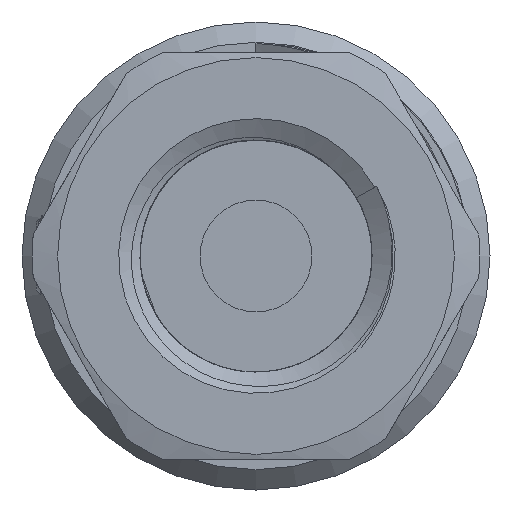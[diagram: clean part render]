
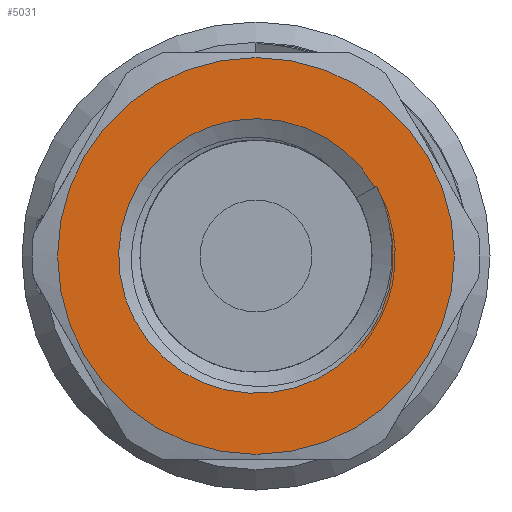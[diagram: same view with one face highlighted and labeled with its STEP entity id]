
A CAD part, left-side view. The second image highlights one B-rep face of the part: STEP entity #5031.
In plain terms, the highlighted planar face has unit normal (-1, 0, 0).
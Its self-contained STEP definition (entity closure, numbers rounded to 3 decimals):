
#178=FACE_BOUND('',#912,.T.);
#261=PLANE('',#5651);
#590=FACE_OUTER_BOUND('',#911,.T.);
#911=EDGE_LOOP('',(#4401,#4402));
#912=EDGE_LOOP('',(#4403,#4404,#4405));
#1219=CIRCLE('',#5598,9.75);
#1220=CIRCLE('',#5599,9.75);
#1258=CIRCLE('',#5650,6.75);
#1434=B_SPLINE_CURVE_WITH_KNOTS('',3,(#18175,#18176,#18177,#18178,#18179,
#18180),.UNSPECIFIED.,.F.,.F.,(4,2,4),(-0.173,-0.087,
0.),.UNSPECIFIED.);
#1619=LINE('',#18174,#1852);
#1852=VECTOR('',#6965,1000.);
#2314=VERTEX_POINT('',#17898);
#2315=VERTEX_POINT('',#17899);
#2363=VERTEX_POINT('',#18128);
#2364=VERTEX_POINT('',#18167);
#2365=VERTEX_POINT('',#18173);
#3004=EDGE_CURVE('',#2314,#2315,#1219,.T.);
#3005=EDGE_CURVE('',#2315,#2314,#1220,.T.);
#3070=EDGE_CURVE('',#2364,#2363,#1258,.T.);
#3071=EDGE_CURVE('',#2365,#2364,#1619,.T.);
#3072=EDGE_CURVE('',#2365,#2363,#1434,.T.);
#4401=ORIENTED_EDGE('',*,*,#3004,.T.);
#4402=ORIENTED_EDGE('',*,*,#3005,.T.);
#4403=ORIENTED_EDGE('',*,*,#3071,.F.);
#4404=ORIENTED_EDGE('',*,*,#3072,.T.);
#4405=ORIENTED_EDGE('',*,*,#3070,.F.);
#5031=ADVANCED_FACE('',(#590,#178),#261,.F.);
#5598=AXIS2_PLACEMENT_3D('',#17900,#6843,#6844);
#5599=AXIS2_PLACEMENT_3D('',#17901,#6845,#6846);
#5650=AXIS2_PLACEMENT_3D('',#18171,#6961,#6962);
#5651=AXIS2_PLACEMENT_3D('',#18172,#6963,#6964);
#6843=DIRECTION('center_axis',(-1.,0.,0.));
#6844=DIRECTION('ref_axis',(0.,-0.866,0.5));
#6845=DIRECTION('center_axis',(-1.,0.,0.));
#6846=DIRECTION('ref_axis',(0.,-0.866,0.5));
#6961=DIRECTION('center_axis',(-1.,0.,0.));
#6962=DIRECTION('ref_axis',(0.,-0.866,0.5));
#6963=DIRECTION('center_axis',(1.,0.,0.));
#6964=DIRECTION('ref_axis',(0.,0.866,-0.5));
#6965=DIRECTION('',(0.,0.866,-0.5));
#17898=CARTESIAN_POINT('',(-32.9,-8.444,4.875));
#17899=CARTESIAN_POINT('',(-32.9,8.444,-4.875));
#17900=CARTESIAN_POINT('Origin',(-32.9,0.,
0.));
#17901=CARTESIAN_POINT('Origin',(-32.9,0.,
0.));
#18128=CARTESIAN_POINT('',(-32.9,-6.507,1.793));
#18167=CARTESIAN_POINT('',(-32.9,-5.846,3.375));
#18171=CARTESIAN_POINT('Origin',(-32.9,0.,
0.));
#18172=CARTESIAN_POINT('Origin',(-32.9,5.846,-3.375));
#18173=CARTESIAN_POINT('',(-32.9,-5.926,3.421));
#18174=CARTESIAN_POINT('',(-32.9,5.846,-3.375));
#18175=CARTESIAN_POINT('Ctrl Pts',(-32.9,-5.926,
3.421));
#18176=CARTESIAN_POINT('Ctrl Pts',(-32.9,-6.058,
3.164));
#18177=CARTESIAN_POINT('Ctrl Pts',(-32.9,-6.172,
2.898));
#18178=CARTESIAN_POINT('Ctrl Pts',(-32.9,-6.367,
2.354));
#18179=CARTESIAN_POINT('Ctrl Pts',(-32.9,-6.446,
2.076));
#18180=CARTESIAN_POINT('Ctrl Pts',(-32.9,-6.507,
1.793));
